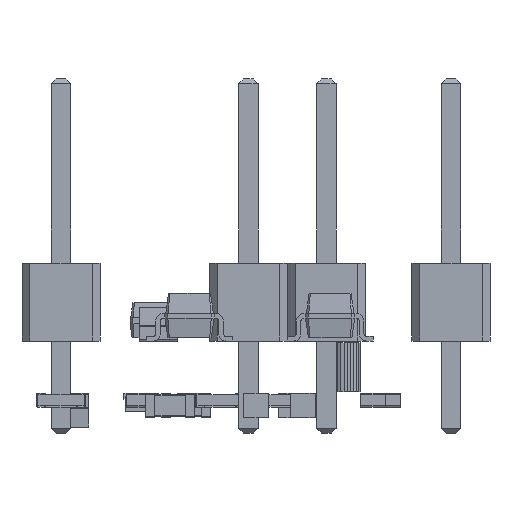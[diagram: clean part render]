
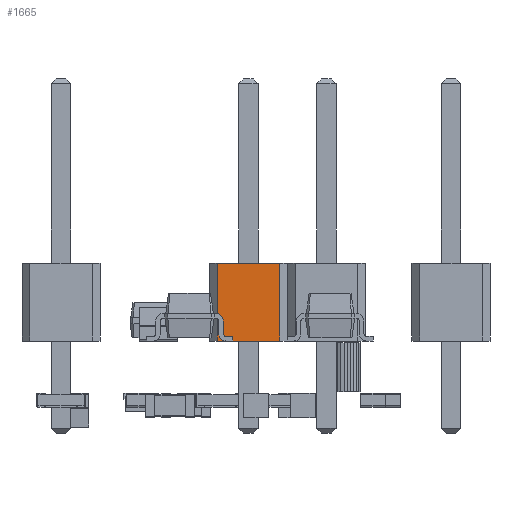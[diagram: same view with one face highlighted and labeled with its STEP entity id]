
A CAD part, front view. The second image highlights one B-rep face of the part: STEP entity #1665.
In plain terms, the highlighted face is planar.
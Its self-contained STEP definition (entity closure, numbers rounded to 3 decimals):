
#217 = PLANE('',#218);
#218 = AXIS2_PLACEMENT_3D('',#219,#220,#221);
#219 = CARTESIAN_POINT('',(0.,-1.27,2.54));
#220 = DIRECTION('',(0.,0.,1.));
#221 = DIRECTION('',(1.,0.,-0.));
#271 = PLANE('',#272);
#272 = AXIS2_PLACEMENT_3D('',#273,#274,#275);
#273 = CARTESIAN_POINT('',(0.,-1.27,0.));
#274 = DIRECTION('',(0.,0.,1.));
#275 = DIRECTION('',(1.,0.,-0.));
#576 = VERTEX_POINT('',#577);
#577 = CARTESIAN_POINT('',(1.27,-3.556,0.));
#591 = PLANE('',#592);
#592 = AXIS2_PLACEMENT_3D('',#593,#594,#595);
#593 = CARTESIAN_POINT('',(1.016,-3.81,0.));
#594 = DIRECTION('',(-0.707,0.707,0.));
#595 = DIRECTION('',(0.707,0.707,0.));
#603 = EDGE_CURVE('',#576,#604,#606,.T.);
#604 = VERTEX_POINT('',#605);
#605 = CARTESIAN_POINT('',(1.27,-1.524,0.));
#606 = SURFACE_CURVE('',#607,(#611,#618),.PCURVE_S1.);
#607 = LINE('',#608,#609);
#608 = CARTESIAN_POINT('',(1.27,-3.556,0.));
#609 = VECTOR('',#610,1.);
#610 = DIRECTION('',(0.,1.,0.));
#611 = PCURVE('',#271,#612);
#612 = DEFINITIONAL_REPRESENTATION('',(#613),#617);
#613 = LINE('',#614,#615);
#614 = CARTESIAN_POINT('',(1.27,-2.286));
#615 = VECTOR('',#616,1.);
#616 = DIRECTION('',(0.,1.));
#617 = ( GEOMETRIC_REPRESENTATION_CONTEXT(2) 
PARAMETRIC_REPRESENTATION_CONTEXT() REPRESENTATION_CONTEXT('2D SPACE',''
  ) );
#618 = PCURVE('',#619,#624);
#619 = PLANE('',#620);
#620 = AXIS2_PLACEMENT_3D('',#621,#622,#623);
#621 = CARTESIAN_POINT('',(1.27,-3.556,0.));
#622 = DIRECTION('',(-1.,0.,0.));
#623 = DIRECTION('',(0.,1.,0.));
#624 = DEFINITIONAL_REPRESENTATION('',(#625),#629);
#625 = LINE('',#626,#627);
#626 = CARTESIAN_POINT('',(0.,0.));
#627 = VECTOR('',#628,1.);
#628 = DIRECTION('',(1.,0.));
#629 = ( GEOMETRIC_REPRESENTATION_CONTEXT(2) 
PARAMETRIC_REPRESENTATION_CONTEXT() REPRESENTATION_CONTEXT('2D SPACE',''
  ) );
#647 = PLANE('',#648);
#648 = AXIS2_PLACEMENT_3D('',#649,#650,#651);
#649 = CARTESIAN_POINT('',(1.27,-1.524,0.));
#650 = DIRECTION('',(-0.707,-0.707,0.));
#651 = DIRECTION('',(-0.707,0.707,0.));
#1086 = VERTEX_POINT('',#1087);
#1087 = CARTESIAN_POINT('',(1.27,-3.556,2.54));
#1108 = EDGE_CURVE('',#1086,#1109,#1111,.T.);
#1109 = VERTEX_POINT('',#1110);
#1110 = CARTESIAN_POINT('',(1.27,-1.524,2.54));
#1111 = SURFACE_CURVE('',#1112,(#1116,#1123),.PCURVE_S1.);
#1112 = LINE('',#1113,#1114);
#1113 = CARTESIAN_POINT('',(1.27,-3.556,2.54));
#1114 = VECTOR('',#1115,1.);
#1115 = DIRECTION('',(0.,1.,0.));
#1116 = PCURVE('',#217,#1117);
#1117 = DEFINITIONAL_REPRESENTATION('',(#1118),#1122);
#1118 = LINE('',#1119,#1120);
#1119 = CARTESIAN_POINT('',(1.27,-2.286));
#1120 = VECTOR('',#1121,1.);
#1121 = DIRECTION('',(0.,1.));
#1122 = ( GEOMETRIC_REPRESENTATION_CONTEXT(2) 
PARAMETRIC_REPRESENTATION_CONTEXT() REPRESENTATION_CONTEXT('2D SPACE',''
  ) );
#1123 = PCURVE('',#619,#1124);
#1124 = DEFINITIONAL_REPRESENTATION('',(#1125),#1129);
#1125 = LINE('',#1126,#1127);
#1126 = CARTESIAN_POINT('',(0.,-2.54));
#1127 = VECTOR('',#1128,1.);
#1128 = DIRECTION('',(1.,0.));
#1129 = ( GEOMETRIC_REPRESENTATION_CONTEXT(2) 
PARAMETRIC_REPRESENTATION_CONTEXT() REPRESENTATION_CONTEXT('2D SPACE',''
  ) );
#1615 = EDGE_CURVE('',#604,#1109,#1616,.T.);
#1616 = SURFACE_CURVE('',#1617,(#1621,#1628),.PCURVE_S1.);
#1617 = LINE('',#1618,#1619);
#1618 = CARTESIAN_POINT('',(1.27,-1.524,0.));
#1619 = VECTOR('',#1620,1.);
#1620 = DIRECTION('',(0.,0.,1.));
#1621 = PCURVE('',#647,#1622);
#1622 = DEFINITIONAL_REPRESENTATION('',(#1623),#1627);
#1623 = LINE('',#1624,#1625);
#1624 = CARTESIAN_POINT('',(0.,0.));
#1625 = VECTOR('',#1626,1.);
#1626 = DIRECTION('',(0.,-1.));
#1627 = ( GEOMETRIC_REPRESENTATION_CONTEXT(2) 
PARAMETRIC_REPRESENTATION_CONTEXT() REPRESENTATION_CONTEXT('2D SPACE',''
  ) );
#1628 = PCURVE('',#619,#1629);
#1629 = DEFINITIONAL_REPRESENTATION('',(#1630),#1634);
#1630 = LINE('',#1631,#1632);
#1631 = CARTESIAN_POINT('',(2.032,0.));
#1632 = VECTOR('',#1633,1.);
#1633 = DIRECTION('',(0.,-1.));
#1634 = ( GEOMETRIC_REPRESENTATION_CONTEXT(2) 
PARAMETRIC_REPRESENTATION_CONTEXT() REPRESENTATION_CONTEXT('2D SPACE',''
  ) );
#1665 = ADVANCED_FACE('',(#1666),#619,.F.);
#1666 = FACE_BOUND('',#1667,.F.);
#1667 = EDGE_LOOP('',(#1668,#1689,#1690,#1691));
#1668 = ORIENTED_EDGE('',*,*,#1669,.T.);
#1669 = EDGE_CURVE('',#576,#1086,#1670,.T.);
#1670 = SURFACE_CURVE('',#1671,(#1675,#1682),.PCURVE_S1.);
#1671 = LINE('',#1672,#1673);
#1672 = CARTESIAN_POINT('',(1.27,-3.556,0.));
#1673 = VECTOR('',#1674,1.);
#1674 = DIRECTION('',(0.,0.,1.));
#1675 = PCURVE('',#619,#1676);
#1676 = DEFINITIONAL_REPRESENTATION('',(#1677),#1681);
#1677 = LINE('',#1678,#1679);
#1678 = CARTESIAN_POINT('',(0.,0.));
#1679 = VECTOR('',#1680,1.);
#1680 = DIRECTION('',(0.,-1.));
#1681 = ( GEOMETRIC_REPRESENTATION_CONTEXT(2) 
PARAMETRIC_REPRESENTATION_CONTEXT() REPRESENTATION_CONTEXT('2D SPACE',''
  ) );
#1682 = PCURVE('',#591,#1683);
#1683 = DEFINITIONAL_REPRESENTATION('',(#1684),#1688);
#1684 = LINE('',#1685,#1686);
#1685 = CARTESIAN_POINT('',(0.359,0.));
#1686 = VECTOR('',#1687,1.);
#1687 = DIRECTION('',(0.,-1.));
#1688 = ( GEOMETRIC_REPRESENTATION_CONTEXT(2) 
PARAMETRIC_REPRESENTATION_CONTEXT() REPRESENTATION_CONTEXT('2D SPACE',''
  ) );
#1689 = ORIENTED_EDGE('',*,*,#1108,.T.);
#1690 = ORIENTED_EDGE('',*,*,#1615,.F.);
#1691 = ORIENTED_EDGE('',*,*,#603,.F.);
